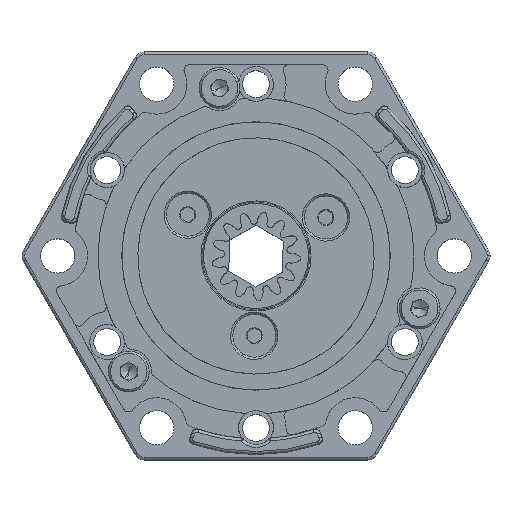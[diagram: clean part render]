
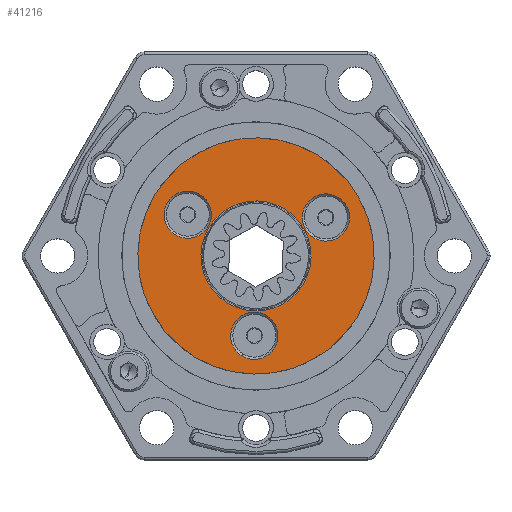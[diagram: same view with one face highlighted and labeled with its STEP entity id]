
A CAD part, top view. The second image highlights one B-rep face of the part: STEP entity #41216.
In plain terms, the highlighted planar face has unit normal (0, 0, 1).
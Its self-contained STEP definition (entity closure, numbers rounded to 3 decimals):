
#221 = EDGE_LOOP ( 'NONE', ( #5515, #36679 ) ) ;
#281 = CARTESIAN_POINT ( 'NONE',  ( -5.125, 0., 1.25 ) ) ;
#1199 = CIRCLE ( 'NONE', #3210, 5.125 ) ;
#1708 = ORIENTED_EDGE ( 'NONE', *, *, #15372, .F. ) ;
#2032 = DIRECTION ( 'NONE',  ( 0., 0., 1. ) ) ;
#2893 = VERTEX_POINT ( 'NONE', #42959 ) ;
#3120 = CARTESIAN_POINT ( 'NONE',  ( 6.433, -3.714, 1.25 ) ) ;
#3210 = AXIS2_PLACEMENT_3D ( 'NONE', #24441, #3918, #30959 ) ;
#3503 = EDGE_CURVE ( 'NONE', #5953, #31385, #9133, .T. ) ;
#3712 = CIRCLE ( 'NONE', #10095, 5.125 ) ;
#3918 = DIRECTION ( 'NONE',  ( 0., 0., 1. ) ) ;
#4263 = FACE_BOUND ( 'NONE', #10024, .T. ) ;
#4389 = ORIENTED_EDGE ( 'NONE', *, *, #11884, .F. ) ;
#4867 = EDGE_CURVE ( 'NONE', #21385, #2893, #42950, .T. ) ;
#5040 = ORIENTED_EDGE ( 'NONE', *, *, #35809, .F. ) ;
#5515 = ORIENTED_EDGE ( 'NONE', *, *, #7945, .T. ) ;
#5953 = VERTEX_POINT ( 'NONE', #36688 ) ;
#6781 = AXIS2_PLACEMENT_3D ( 'NONE', #18988, #25494, #42349 ) ;
#7022 = CARTESIAN_POINT ( 'NONE',  ( 2.2, 7.428, 1.25 ) ) ;
#7825 = CARTESIAN_POINT ( 'NONE',  ( 11., 0., 1.25 ) ) ;
#7945 = EDGE_CURVE ( 'NONE', #29132, #34650, #12486, .T. ) ;
#8224 = CARTESIAN_POINT ( 'NONE',  ( 0., 0., 1.25 ) ) ;
#8480 = AXIS2_PLACEMENT_3D ( 'NONE', #23600, #27140, #39705 ) ;
#8673 = DIRECTION ( 'NONE',  ( 1., 0., 0. ) ) ;
#9133 = CIRCLE ( 'NONE', #10397, 2.2 ) ;
#10003 = ORIENTED_EDGE ( 'NONE', *, *, #28223, .F. ) ;
#10024 = EDGE_LOOP ( 'NONE', ( #5040, #31703 ) ) ;
#10095 = AXIS2_PLACEMENT_3D ( 'NONE', #8224, #35028, #38695 ) ;
#10397 = AXIS2_PLACEMENT_3D ( 'NONE', #19292, #2032, #29513 ) ;
#10581 = CARTESIAN_POINT ( 'NONE',  ( -6.433, -3.714, 1.25 ) ) ;
#11540 = EDGE_CURVE ( 'NONE', #31385, #5953, #19956, .T. ) ;
#11884 = EDGE_CURVE ( 'NONE', #19785, #33671, #13403, .T. ) ;
#12486 = CIRCLE ( 'NONE', #18748, 11. ) ;
#12527 = CARTESIAN_POINT ( 'NONE',  ( 0., 0., 1.25 ) ) ;
#13403 = CIRCLE ( 'NONE', #15663, 2.2 ) ;
#14545 = DIRECTION ( 'NONE',  ( 0., 0., 1. ) ) ;
#14764 = FACE_BOUND ( 'NONE', #37318, .T. ) ;
#15318 = FACE_OUTER_BOUND ( 'NONE', #221, .T. ) ;
#15372 = EDGE_CURVE ( 'NONE', #39423, #23738, #3712, .T. ) ;
#15663 = AXIS2_PLACEMENT_3D ( 'NONE', #32844, #41819, #8673 ) ;
#16722 = DIRECTION ( 'NONE',  ( 1., 0., 0. ) ) ;
#16885 = CARTESIAN_POINT ( 'NONE',  ( 0., 0., 1.25 ) ) ;
#17209 = CARTESIAN_POINT ( 'NONE',  ( -8.633, -3.714, 1.25 ) ) ;
#17399 = EDGE_CURVE ( 'NONE', #33671, #19785, #22423, .T. ) ;
#18748 = AXIS2_PLACEMENT_3D ( 'NONE', #12527, #36214, #32815 ) ;
#18988 = CARTESIAN_POINT ( 'NONE',  ( -6.433, -3.714, 1.25 ) ) ;
#19292 = CARTESIAN_POINT ( 'NONE',  ( 0., 7.428, 1.25 ) ) ;
#19400 = EDGE_LOOP ( 'NONE', ( #4389, #22549 ) ) ;
#19785 = VERTEX_POINT ( 'NONE', #23592 ) ;
#19956 = CIRCLE ( 'NONE', #35258, 2.2 ) ;
#20262 = CARTESIAN_POINT ( 'NONE',  ( -11., 0., 1.25 ) ) ;
#21385 = VERTEX_POINT ( 'NONE', #17209 ) ;
#21618 = FACE_BOUND ( 'NONE', #25229, .T. ) ;
#22423 = CIRCLE ( 'NONE', #26018, 2.2 ) ;
#22549 = ORIENTED_EDGE ( 'NONE', *, *, #17399, .F. ) ;
#23540 = PLANE ( 'NONE',  #32440 ) ;
#23592 = CARTESIAN_POINT ( 'NONE',  ( 8.633, -3.714, 1.25 ) ) ;
#23600 = CARTESIAN_POINT ( 'NONE',  ( 0., 0., 1.25 ) ) ;
#23738 = VERTEX_POINT ( 'NONE', #281 ) ;
#24441 = CARTESIAN_POINT ( 'NONE',  ( 0., 0., 1.25 ) ) ;
#25229 = EDGE_LOOP ( 'NONE', ( #10003, #1708 ) ) ;
#25494 = DIRECTION ( 'NONE',  ( 0., 0., 1. ) ) ;
#26018 = AXIS2_PLACEMENT_3D ( 'NONE', #3120, #37267, #43305 ) ;
#26585 = AXIS2_PLACEMENT_3D ( 'NONE', #10581, #34283, #37678 ) ;
#27140 = DIRECTION ( 'NONE',  ( 0., 0., 1. ) ) ;
#28223 = EDGE_CURVE ( 'NONE', #23738, #39423, #1199, .T. ) ;
#29132 = VERTEX_POINT ( 'NONE', #20262 ) ;
#29513 = DIRECTION ( 'NONE',  ( 1., 0., 0. ) ) ;
#30198 = DIRECTION ( 'NONE',  ( 0., 0., 1. ) ) ;
#30438 = ORIENTED_EDGE ( 'NONE', *, *, #3503, .F. ) ;
#30680 = FACE_BOUND ( 'NONE', #19400, .T. ) ;
#30959 = DIRECTION ( 'NONE',  ( 1., 0., 0. ) ) ;
#31385 = VERTEX_POINT ( 'NONE', #7022 ) ;
#31703 = ORIENTED_EDGE ( 'NONE', *, *, #4867, .F. ) ;
#32440 = AXIS2_PLACEMENT_3D ( 'NONE', #16885, #30198, #16722 ) ;
#32815 = DIRECTION ( 'NONE',  ( 1., 0., 0. ) ) ;
#32844 = CARTESIAN_POINT ( 'NONE',  ( 6.433, -3.714, 1.25 ) ) ;
#32878 = ORIENTED_EDGE ( 'NONE', *, *, #11540, .F. ) ;
#33671 = VERTEX_POINT ( 'NONE', #36949 ) ;
#34283 = DIRECTION ( 'NONE',  ( 0., 0., 1. ) ) ;
#34650 = VERTEX_POINT ( 'NONE', #7825 ) ;
#34859 = CARTESIAN_POINT ( 'NONE',  ( 0., 7.428, 1.25 ) ) ;
#35028 = DIRECTION ( 'NONE',  ( 0., 0., 1. ) ) ;
#35258 = AXIS2_PLACEMENT_3D ( 'NONE', #34859, #14545, #38235 ) ;
#35809 = EDGE_CURVE ( 'NONE', #2893, #21385, #38636, .T. ) ;
#36214 = DIRECTION ( 'NONE',  ( 0., 0., 1. ) ) ;
#36679 = ORIENTED_EDGE ( 'NONE', *, *, #37249, .T. ) ;
#36688 = CARTESIAN_POINT ( 'NONE',  ( -2.2, 7.428, 1.25 ) ) ;
#36949 = CARTESIAN_POINT ( 'NONE',  ( 4.233, -3.714, 1.25 ) ) ;
#37249 = EDGE_CURVE ( 'NONE', #34650, #29132, #40996, .T. ) ;
#37267 = DIRECTION ( 'NONE',  ( 0., 0., 1. ) ) ;
#37318 = EDGE_LOOP ( 'NONE', ( #32878, #30438 ) ) ;
#37678 = DIRECTION ( 'NONE',  ( 1., 0., 0. ) ) ;
#38235 = DIRECTION ( 'NONE',  ( 1., 0., 0. ) ) ;
#38636 = CIRCLE ( 'NONE', #6781, 2.2 ) ;
#38695 = DIRECTION ( 'NONE',  ( 1., 0., 0. ) ) ;
#39423 = VERTEX_POINT ( 'NONE', #40193 ) ;
#39705 = DIRECTION ( 'NONE',  ( 1., 0., 0. ) ) ;
#40193 = CARTESIAN_POINT ( 'NONE',  ( 5.125, 0., 1.25 ) ) ;
#40996 = CIRCLE ( 'NONE', #8480, 11. ) ;
#41216 = ADVANCED_FACE ( 'NONE', ( #14764, #30680, #4263, #15318, #21618 ), #23540, .T. ) ;
#41819 = DIRECTION ( 'NONE',  ( 0., 0., 1. ) ) ;
#42349 = DIRECTION ( 'NONE',  ( 1., 0., 0. ) ) ;
#42950 = CIRCLE ( 'NONE', #26585, 2.2 ) ;
#42959 = CARTESIAN_POINT ( 'NONE',  ( -4.233, -3.714, 1.25 ) ) ;
#43305 = DIRECTION ( 'NONE',  ( 1., 0., 0. ) ) ;
